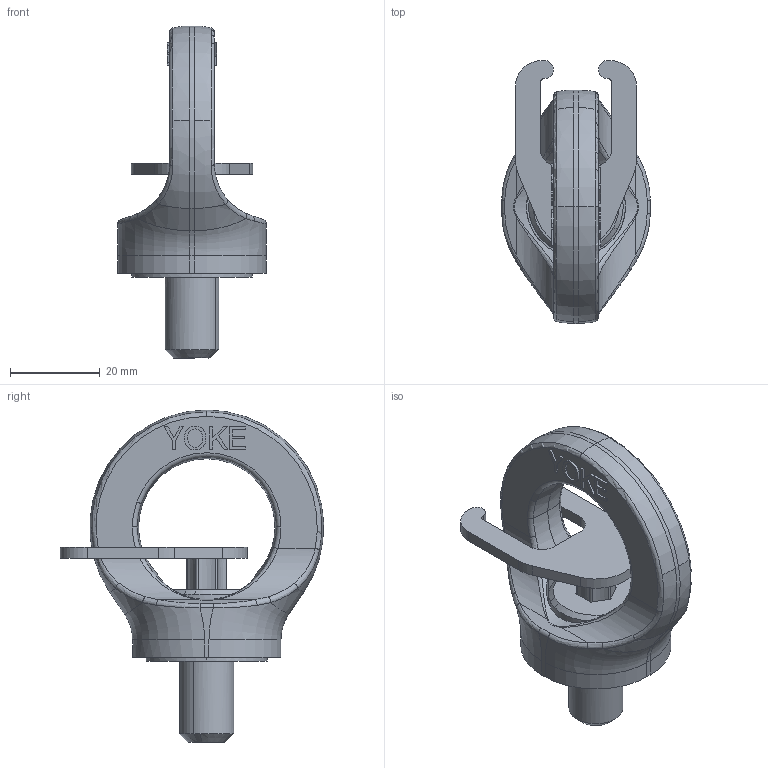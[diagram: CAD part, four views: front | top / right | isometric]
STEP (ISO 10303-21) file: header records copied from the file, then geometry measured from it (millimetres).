
FILE_DESCRIPTION(('CATIA V5 STEP Exchange'),'2;1');
FILE_NAME('8-292K-007.stp','2016-02-16T01:11:33+00:00',('none'),('none'),'CATIA Version 5 Release 21 GA (IN-10)','CATIA V5 STEP AP203','none');
FILE_SCHEMA(('CONFIG_CONTROL_DESIGN'));
Length unit declared in the file: millimetre
Products named in the file (1): 8-292K-007
Bounding box: 33 x 58.51 x 73.8 mm (x, y, z)
Volume: 28129.1 mm3; surface area: 10139.1 mm2
Topology: 1 solids, 1 shells, 408 faces, 1118 edges, 728 vertices
Faces by surface type: plane 277, cylinder 41, extrusion 28, bspline 22, cone 16, torus 16, revolution 8
Entity records: 14444 total; most frequent: CARTESIAN_POINT 4591, ORIENTED_EDGE 2236, DIRECTION 1625, EDGE_CURVE 1118, VECTOR 864, LINE 836, VERTEX_POINT 728, AXIS2_PLACEMENT_3D 439
